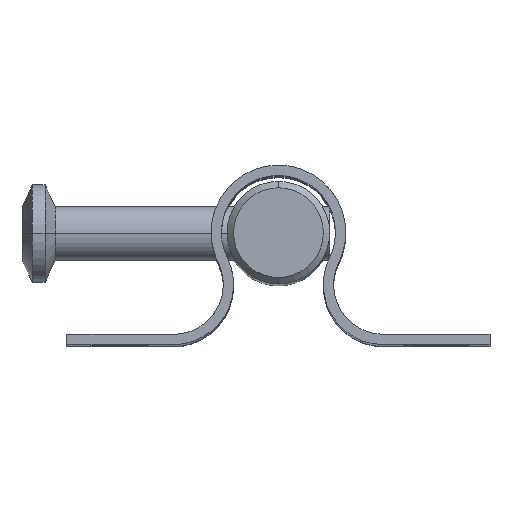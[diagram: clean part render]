
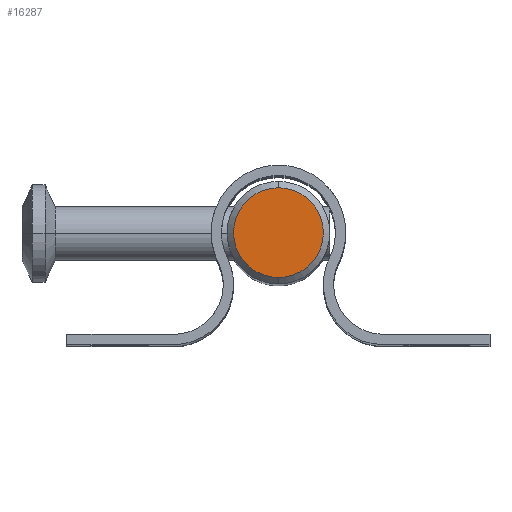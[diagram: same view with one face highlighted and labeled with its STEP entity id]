
A CAD part, top view. The second image highlights one B-rep face of the part: STEP entity #16287.
In plain terms, the highlighted planar face has unit normal (0, 0, 1).
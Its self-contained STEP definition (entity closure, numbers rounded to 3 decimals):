
#568 = DIRECTION ( 'NONE',  ( 0., 0., 1. ) ) ;
#1402 = ORIENTED_EDGE ( 'NONE', *, *, #15311, .T. ) ;
#2046 = DIRECTION ( 'NONE',  ( 0., 0., 1. ) ) ;
#2983 = AXIS2_PLACEMENT_3D ( 'NONE', #14985, #568, #12469 ) ;
#3202 = ORIENTED_EDGE ( 'NONE', *, *, #10836, .T. ) ;
#4240 = CIRCLE ( 'NONE', #2983, 3.5 ) ;
#4734 = AXIS2_PLACEMENT_3D ( 'NONE', #9311, #11788, #15739 ) ;
#5346 = CIRCLE ( 'NONE', #4734, 3.5 ) ;
#5752 = PLANE ( 'NONE',  #12812 ) ;
#5931 = DIRECTION ( 'NONE',  ( 1., 0., 0. ) ) ;
#6252 = VERTEX_POINT ( 'NONE', #11717 ) ;
#7055 = EDGE_LOOP ( 'NONE', ( #3202, #1402 ) ) ;
#7437 = VERTEX_POINT ( 'NONE', #14971 ) ;
#9311 = CARTESIAN_POINT ( 'NONE',  ( 0., 0., 45. ) ) ;
#10836 = EDGE_CURVE ( 'NONE', #7437, #6252, #5346, .T. ) ;
#11717 = CARTESIAN_POINT ( 'NONE',  ( 3.5, 0., 45. ) ) ;
#11788 = DIRECTION ( 'NONE',  ( 0., 0., 1. ) ) ;
#11965 = FACE_OUTER_BOUND ( 'NONE', #7055, .T. ) ;
#12469 = DIRECTION ( 'NONE',  ( 1., 0., 0. ) ) ;
#12812 = AXIS2_PLACEMENT_3D ( 'NONE', #13508, #2046, #5931 ) ;
#13508 = CARTESIAN_POINT ( 'NONE',  ( 0., 0., 45. ) ) ;
#14971 = CARTESIAN_POINT ( 'NONE',  ( -3.5, 0., 45. ) ) ;
#14985 = CARTESIAN_POINT ( 'NONE',  ( 0., 0., 45. ) ) ;
#15311 = EDGE_CURVE ( 'NONE', #6252, #7437, #4240, .T. ) ;
#15739 = DIRECTION ( 'NONE',  ( 1., 0., 0. ) ) ;
#16287 = ADVANCED_FACE ( 'NONE', ( #11965 ), #5752, .T. ) ;
